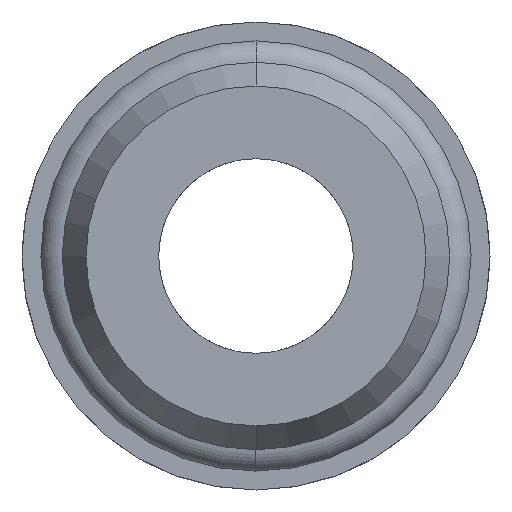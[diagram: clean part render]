
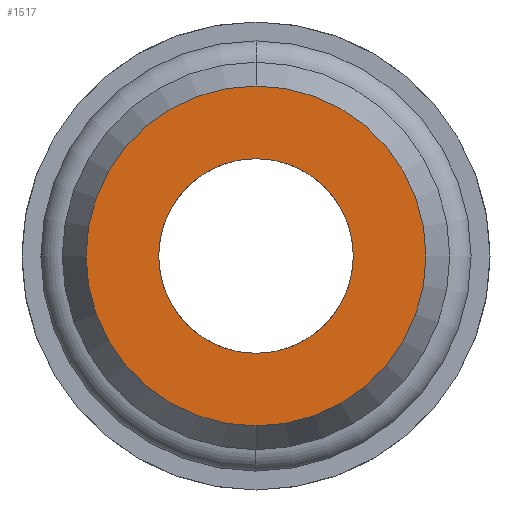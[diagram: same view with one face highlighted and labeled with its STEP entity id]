
A CAD part, front view. The second image highlights one B-rep face of the part: STEP entity #1517.
In plain terms, the highlighted planar face has unit normal (0, -1, 0).
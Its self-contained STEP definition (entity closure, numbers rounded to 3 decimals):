
#144 = CIRCLE ( 'NONE', #181, 9.08 ) ;
#160 = DIRECTION ( 'NONE',  ( 0., -1., 0. ) ) ;
#181 = AXIS2_PLACEMENT_3D ( 'NONE', #218, #160, #208 ) ;
#208 = DIRECTION ( 'NONE',  ( 0., 0., -1. ) ) ;
#218 = CARTESIAN_POINT ( 'NONE',  ( 0., 0., 0. ) ) ;
#295 = CARTESIAN_POINT ( 'NONE',  ( 0., 0., 5.2 ) ) ;
#334 = DIRECTION ( 'NONE',  ( 0., 0., -1. ) ) ;
#335 = DIRECTION ( 'NONE',  ( 0., -1., 0. ) ) ;
#336 = CARTESIAN_POINT ( 'NONE',  ( 0., 0., 0. ) ) ;
#337 = AXIS2_PLACEMENT_3D ( 'NONE', #336, #335, #334 ) ;
#338 = CIRCLE ( 'NONE', #337, 9.08 ) ;
#398 = CARTESIAN_POINT ( 'NONE',  ( 0., 0., -9.08 ) ) ;
#437 = CARTESIAN_POINT ( 'NONE',  ( 0., 0., 9.08 ) ) ;
#448 = AXIS2_PLACEMENT_3D ( 'NONE', #452, #464, #463 ) ;
#450 = PLANE ( 'NONE',  #448 ) ;
#451 = FACE_BOUND ( 'NONE', #1518, .T. ) ;
#452 = CARTESIAN_POINT ( 'NONE',  ( 9.08, 0., 0. ) ) ;
#463 = DIRECTION ( 'NONE',  ( 0., 0., -1. ) ) ;
#464 = DIRECTION ( 'NONE',  ( 0., -1., 0. ) ) ;
#465 = FACE_OUTER_BOUND ( 'NONE', #1562, .T. ) ;
#477 = DIRECTION ( 'NONE',  ( 0., -1., 0. ) ) ;
#478 = AXIS2_PLACEMENT_3D ( 'NONE', #573, #477, #528 ) ;
#479 = CIRCLE ( 'NONE', #478, 5.2 ) ;
#528 = DIRECTION ( 'NONE',  ( 0., 0., -1. ) ) ;
#573 = CARTESIAN_POINT ( 'NONE',  ( 0., 0., 0. ) ) ;
#1067 = CARTESIAN_POINT ( 'NONE',  ( 0., 0., -5.2 ) ) ;
#1139 = DIRECTION ( 'NONE',  ( 0., 0., -1. ) ) ;
#1140 = DIRECTION ( 'NONE',  ( 0., -1., 0. ) ) ;
#1141 = CARTESIAN_POINT ( 'NONE',  ( 0., 0., 0. ) ) ;
#1142 = AXIS2_PLACEMENT_3D ( 'NONE', #1141, #1140, #1139 ) ;
#1143 = CIRCLE ( 'NONE', #1142, 5.2 ) ;
#1238 = VERTEX_POINT ( 'NONE', #1067 ) ;
#1244 = EDGE_CURVE ( 'NONE', #1436, #1238, #1143, .T. ) ;
#1355 = EDGE_CURVE ( 'NONE', #1487, #1501, #144, .T. ) ;
#1436 = VERTEX_POINT ( 'NONE', #295 ) ;
#1445 = EDGE_CURVE ( 'NONE', #1501, #1487, #338, .T. ) ;
#1471 = ORIENTED_EDGE ( 'NONE', *, *, #1560, .F. ) ;
#1487 = VERTEX_POINT ( 'NONE', #398 ) ;
#1501 = VERTEX_POINT ( 'NONE', #437 ) ;
#1517 = ADVANCED_FACE ( 'NONE', ( #451, #465 ), #450, .T. ) ;
#1518 = EDGE_LOOP ( 'NONE', ( #1471, #1561 ) ) ;
#1549 = ORIENTED_EDGE ( 'NONE', *, *, #1445, .T. ) ;
#1550 = ORIENTED_EDGE ( 'NONE', *, *, #1355, .T. ) ;
#1560 = EDGE_CURVE ( 'NONE', #1238, #1436, #479, .T. ) ;
#1561 = ORIENTED_EDGE ( 'NONE', *, *, #1244, .F. ) ;
#1562 = EDGE_LOOP ( 'NONE', ( #1549, #1550 ) ) ;
